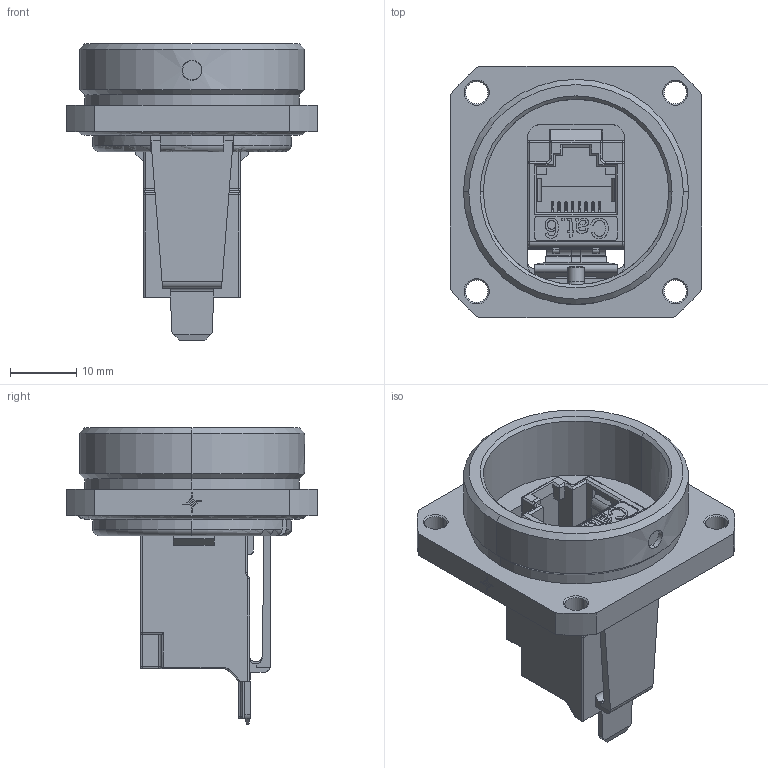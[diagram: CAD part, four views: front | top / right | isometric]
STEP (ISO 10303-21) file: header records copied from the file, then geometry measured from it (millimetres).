
FILE_DESCRIPTION (( 'STEP AP214' ), '1' );
FILE_NAME ('j60020A0002H50.STEP', '2013-04-15T08:49:47', ( 'Wartung' ), ( '' ), 'SwSTEP 2.0', 'SolidWorks 2012', '' );
FILE_SCHEMA (( 'AUTOMOTIVE_DESIGN' ));
Length unit declared in the file: millimetre
Products named in the file (7): j00029A0061H50; H66000A0000; B07015A0010_aufgeweitet auf D=30; F60071A0016; B04001A0419; B04006A0427; j60020A0002H50
Assembly tree (6 placements, depth 4):
  j60020A0002H50
    H66000A0000
      F60071A0016
        B04006A0427
        B04001A0419
      B07015A0010_aufgeweitet auf D=30
    j00029A0061H50
Bounding box: 38.01 x 38 x 44.75 mm (x, y, z)
Volume: 12338.9 mm3; surface area: 12250.6 mm2
Topology: 4 solids, 4 shells, 1249 faces, 3107 edges, 1886 vertices
Faces by surface type: plane 722, cylinder 243, bspline 204, torus 38, cone 32, sphere 10
Entity records: 55666 total; most frequent: CARTESIAN_POINT 15967, ORIENTED_EDGE 6174, DIRECTION 4975, EDGE_CURVE 3087, VECTOR 1959, LINE 1959, VERTEX_POINT 1886, AXIS2_PLACEMENT_3D 1508
